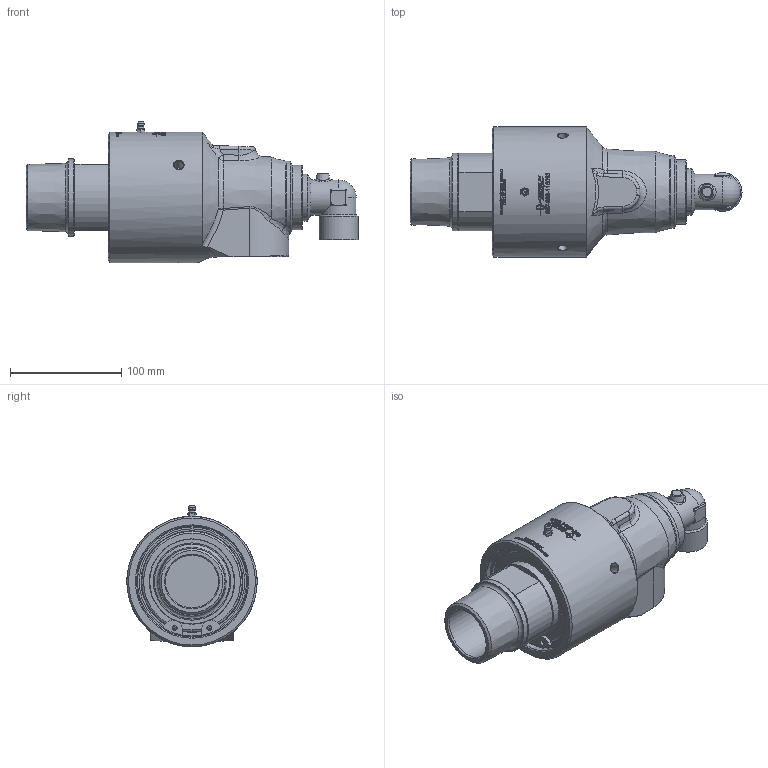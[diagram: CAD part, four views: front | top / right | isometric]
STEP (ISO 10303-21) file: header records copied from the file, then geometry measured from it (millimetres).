
FILE_DESCRIPTION(/* description */ (''),/* implementation_level */ '2;1');
FILE_NAME(/* name */ '657-000-116013-IC.stp',/* time_stamp */ '2022-12-08T08:06:24+01:00',/* author */ ('mskipas'),/* organization */ (''),/* preprocessor_version */ 'ST-DEVELOPER v18.1',/* originating_system */ 'Autodesk Inventor 2022',/* authorisation */ '');
FILE_SCHEMA (('AUTOMOTIVE_DESIGN { 1 0 10303 214 3 1 1 }'));
Products named in the file (1): 657-000-116013-IC
Bounding box: 299.05 x 117.5 x 127.49 mm (x, y, z)
Volume: 1461980.3 mm3; surface area: 141401.2 mm2
Topology: 2 solids, 7 shells, 1415 faces, 3743 edges, 2451 vertices
Faces by surface type: bspline 716, plane 434, cylinder 191, cone 45, sphere 17, torus 12
Full cylindrical faces by diameter (mm): 3 x2, 3.12 x2, 4.361 x2, 8.6 x3, 22.631 x2, 27.05 x1, 32 x1, 35 x1, 47.6 x1, 55.169 x1, 58 x1, 64.4 x1, 65 x1, 69.5 x2, 76.3 x1, 76.908 x1, 91.5 x1, 100 x1, 100.08 x2, 107.6 x1, 117.5 x1
Entity records: 59735 total; most frequent: CARTESIAN_POINT 28760, ORIENTED_EDGE 7438, DIRECTION 4364, EDGE_CURVE 3719, VERTEX_POINT 2451, EDGE_LOOP 1558, B_SPLINE_CURVE_WITH_KNOTS 1493, AXIS2_PLACEMENT_3D 1466
